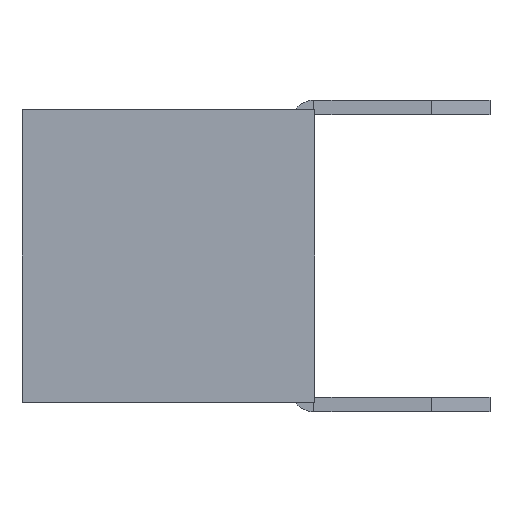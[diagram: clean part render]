
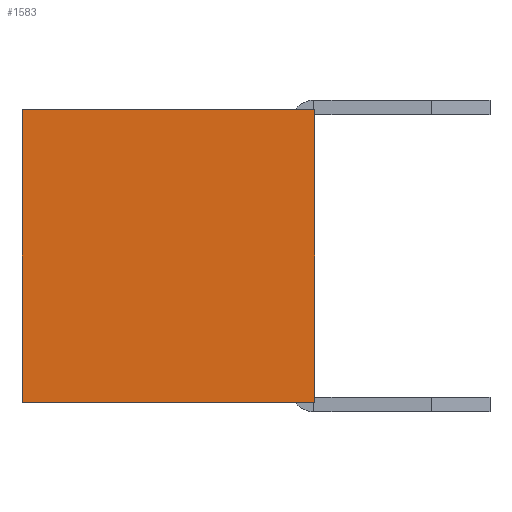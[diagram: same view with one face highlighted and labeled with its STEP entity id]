
A CAD part, left-side view. The second image highlights one B-rep face of the part: STEP entity #1583.
In plain terms, the highlighted planar face has unit normal (-1, 0, 0).
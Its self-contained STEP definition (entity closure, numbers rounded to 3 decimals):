
#1583=ADVANCED_FACE('',(#3645),#2879,.T.);
#2879=PLANE('',#21925);
#3645=FACE_OUTER_BOUND('',#4930,.T.);
#4930=EDGE_LOOP('',(#6333,#6334,#6335,#6336));
#6333=ORIENTED_EDGE('',*,*,#14385,.T.);
#6334=ORIENTED_EDGE('',*,*,#14410,.F.);
#6335=ORIENTED_EDGE('',*,*,#14379,.F.);
#6336=ORIENTED_EDGE('',*,*,#14346,.T.);
#12497=VERTEX_POINT('',#28856);
#12499=VERTEX_POINT('',#28859);
#12526=VERTEX_POINT('',#28921);
#12529=VERTEX_POINT('',#28931);
#14346=EDGE_CURVE('',#12499,#12497,#17468,.T.);
#14379=EDGE_CURVE('',#12499,#12526,#17501,.T.);
#14385=EDGE_CURVE('',#12497,#12529,#17507,.T.);
#14410=EDGE_CURVE('',#12526,#12529,#17532,.T.);
#17468=LINE('',#28858,#19700);
#17501=LINE('',#28920,#19733);
#17507=LINE('',#28932,#19739);
#17532=LINE('',#28977,#19764);
#19700=VECTOR('',#23499,1.);
#19733=VECTOR('',#23536,1.);
#19739=VECTOR('',#23546,1.);
#19764=VECTOR('',#23573,1.);
#21925=AXIS2_PLACEMENT_3D('',#28978,#23574,#23575);
#23499=DIRECTION('',(0.,0.,1.));
#23536=DIRECTION('',(0.,1.,0.));
#23546=DIRECTION('',(0.,1.,0.));
#23573=DIRECTION('',(0.,0.,1.));
#23574=DIRECTION('',(-1.,0.,0.));
#23575=DIRECTION('',(0.,0.,-1.));
#28856=CARTESIAN_POINT('',(-8.89,0.,2.5));
#28858=CARTESIAN_POINT('',(-8.89,0.,-2.5));
#28859=CARTESIAN_POINT('',(-8.89,0.,-2.5));
#28920=CARTESIAN_POINT('',(-8.89,0.,-2.5));
#28921=CARTESIAN_POINT('',(-8.89,5.,-2.5));
#28931=CARTESIAN_POINT('',(-8.89,5.,2.5));
#28932=CARTESIAN_POINT('',(-8.89,0.,2.5));
#28977=CARTESIAN_POINT('',(-8.89,5.,-2.5));
#28978=CARTESIAN_POINT('',(-8.89,0.,-2.5));
